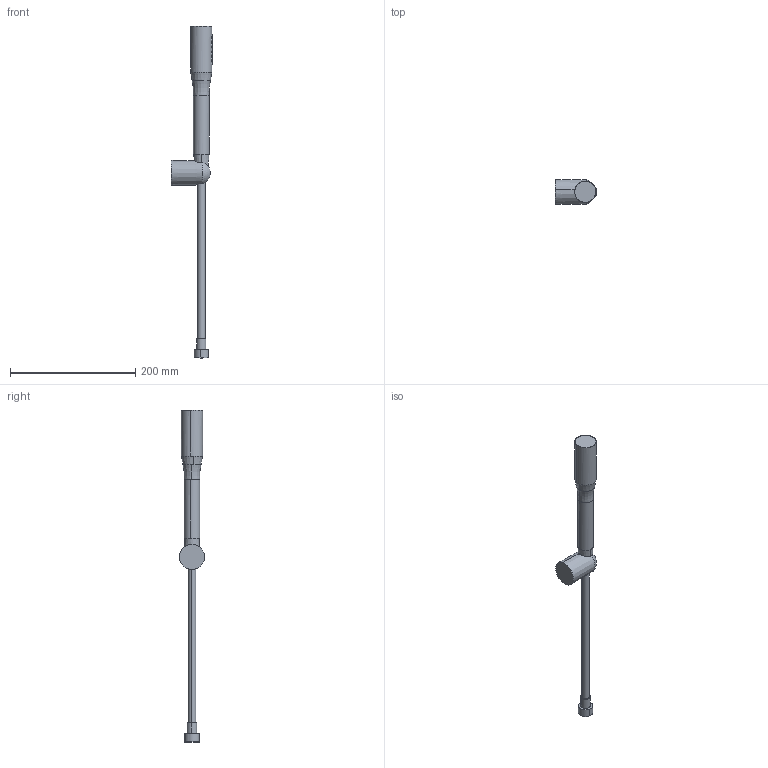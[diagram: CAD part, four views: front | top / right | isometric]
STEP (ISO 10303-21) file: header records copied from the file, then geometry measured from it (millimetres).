
FILE_DESCRIPTION(/* description */ ('AP214 STEP file'),/* implementation_level */ '2;1');
FILE_NAME(/* name */ '27459000_out.stp',/* time_stamp */ '2026-02-18T07:34:50+01:00',/* author */ (''),/* organization */ (''),/* preprocessor_version */ 'ST-DEVELOPER v18.1',/* originating_system */ 'Elysium Co. Ltd. STEP Translator v8.3.0.0',/* authorisation */ '');
FILE_SCHEMA (('AUTOMOTIVE_DESIGN { 1 0 10303 214 3 1 1 }'));
Length unit declared in the file: millimetre
Products named in the file (1): 27459000_extract
Bounding box: 65.7 x 40 x 530.92 mm (x, y, z)
Volume: 191920.9 mm3; surface area: 46472.7 mm2
Topology: 2 solids, 48 shells, 172 faces, 356 edges, 237 vertices
Faces by surface type: cylinder 145, bspline 9, cone 9, plane 7, sphere 2
Entity records: 8201 total; most frequent: CARTESIAN_POINT 3989, ORIENTED_EDGE 620, EDGE_CURVE 356, STYLED_ITEM 332, B_SPLINE_CURVE_WITH_KNOTS 320, VERTEX_POINT 237, AXIS2_PLACEMENT_3D 188, FILL_AREA_STYLE_COLOUR 176
